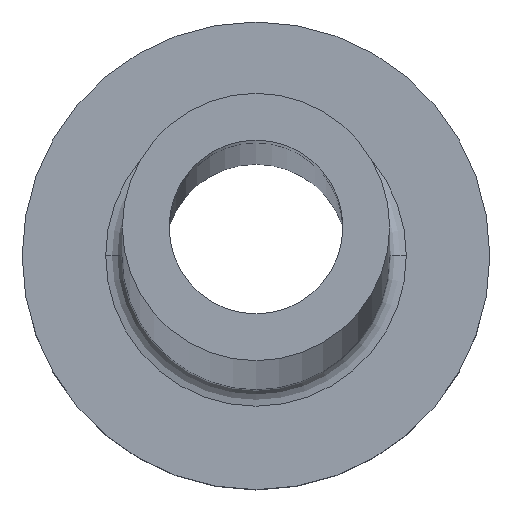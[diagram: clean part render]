
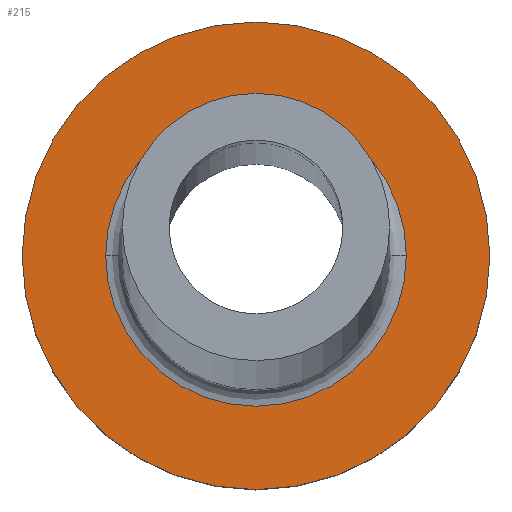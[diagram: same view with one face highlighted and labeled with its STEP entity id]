
A CAD part, top view. The second image highlights one B-rep face of the part: STEP entity #215.
In plain terms, the highlighted planar face has unit normal (0, 0, 1).
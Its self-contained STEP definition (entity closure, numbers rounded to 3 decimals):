
#5 = AXIS2_PLACEMENT_3D ( 'NONE', #387, #212, #395 ) ;
#14 = EDGE_CURVE ( 'NONE', #39, #447, #172, .T. ) ;
#36 = ORIENTED_EDGE ( 'NONE', *, *, #407, .T. ) ;
#39 = VERTEX_POINT ( 'NONE', #374 ) ;
#51 = ORIENTED_EDGE ( 'NONE', *, *, #87, .T. ) ;
#53 = CARTESIAN_POINT ( 'NONE',  ( 7., 0., 5. ) ) ;
#54 = PLANE ( 'NONE',  #235 ) ;
#55 = DIRECTION ( 'NONE',  ( 1., 0., 0. ) ) ;
#65 = FACE_BOUND ( 'NONE', #102, .T. ) ;
#67 = CARTESIAN_POINT ( 'NONE',  ( 0., 0., 5. ) ) ;
#68 = CIRCLE ( 'NONE', #149, 7. ) ;
#69 = VERTEX_POINT ( 'NONE', #77 ) ;
#70 = DIRECTION ( 'NONE',  ( 0., 0., -1. ) ) ;
#77 = CARTESIAN_POINT ( 'NONE',  ( -7., 0., 5. ) ) ;
#84 = VERTEX_POINT ( 'NONE', #53 ) ;
#87 = EDGE_CURVE ( 'NONE', #84, #69, #68, .T. ) ;
#90 = DIRECTION ( 'NONE',  ( 0., 0., 1. ) ) ;
#102 = EDGE_LOOP ( 'NONE', ( #234, #404 ) ) ;
#106 = CIRCLE ( 'NONE', #367, 7. ) ;
#111 = DIRECTION ( 'NONE',  ( 0., 0., 1. ) ) ;
#136 = CARTESIAN_POINT ( 'NONE',  ( 0., 0., 5. ) ) ;
#149 = AXIS2_PLACEMENT_3D ( 'NONE', #445, #439, #55 ) ;
#164 = CARTESIAN_POINT ( 'NONE',  ( 0., 0., 5. ) ) ;
#171 = EDGE_CURVE ( 'NONE', #447, #39, #197, .T. ) ;
#172 = CIRCLE ( 'NONE', #291, 4.5 ) ;
#197 = CIRCLE ( 'NONE', #5, 4.5 ) ;
#212 = DIRECTION ( 'NONE',  ( 0., 0., -1. ) ) ;
#215 = ADVANCED_FACE ( 'NONE', ( #65, #337 ), #54, .T. ) ;
#234 = ORIENTED_EDGE ( 'NONE', *, *, #171, .T. ) ;
#235 = AXIS2_PLACEMENT_3D ( 'NONE', #164, #90, #373 ) ;
#247 = DIRECTION ( 'NONE',  ( 1., 0., 0. ) ) ;
#291 = AXIS2_PLACEMENT_3D ( 'NONE', #136, #70, #421 ) ;
#337 = FACE_OUTER_BOUND ( 'NONE', #383, .T. ) ;
#367 = AXIS2_PLACEMENT_3D ( 'NONE', #67, #111, #247 ) ;
#373 = DIRECTION ( 'NONE',  ( 1., 0., 0. ) ) ;
#374 = CARTESIAN_POINT ( 'NONE',  ( -4.5, 0., 5. ) ) ;
#383 = EDGE_LOOP ( 'NONE', ( #36, #51 ) ) ;
#387 = CARTESIAN_POINT ( 'NONE',  ( 0., 0., 5. ) ) ;
#395 = DIRECTION ( 'NONE',  ( 1., 0., 0. ) ) ;
#404 = ORIENTED_EDGE ( 'NONE', *, *, #14, .T. ) ;
#407 = EDGE_CURVE ( 'NONE', #69, #84, #106, .T. ) ;
#421 = DIRECTION ( 'NONE',  ( 1., 0., 0. ) ) ;
#424 = CARTESIAN_POINT ( 'NONE',  ( 4.5, 0., 5. ) ) ;
#439 = DIRECTION ( 'NONE',  ( 0., 0., 1. ) ) ;
#445 = CARTESIAN_POINT ( 'NONE',  ( 0., 0., 5. ) ) ;
#447 = VERTEX_POINT ( 'NONE', #424 ) ;
